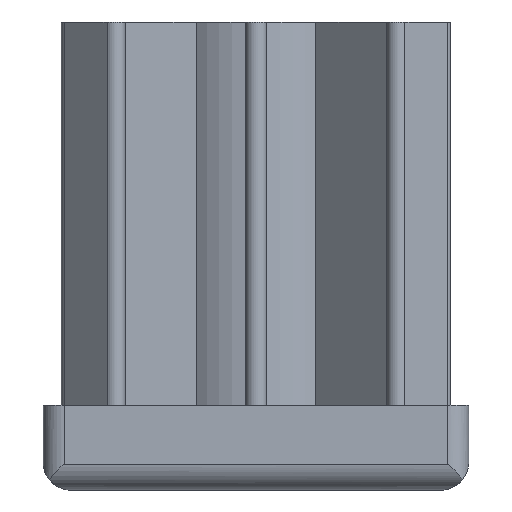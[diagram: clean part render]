
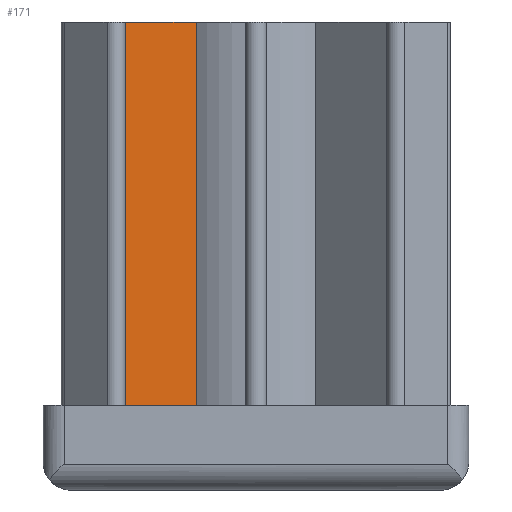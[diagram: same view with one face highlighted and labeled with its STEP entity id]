
A CAD part, front view. The second image highlights one B-rep face of the part: STEP entity #171.
In plain terms, the highlighted planar face has unit normal (0.707, -0.707, 0).
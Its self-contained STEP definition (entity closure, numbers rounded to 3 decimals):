
#171 = ADVANCED_FACE( '', ( #367 ), #368, .F. );
#367 = FACE_OUTER_BOUND( '', #582, .T. );
#368 = PLANE( '', #583 );
#582 = EDGE_LOOP( '', ( #1085, #1086, #1087, #1088 ) );
#583 = AXIS2_PLACEMENT_3D( '', #1089, #1090, #1091 );
#1085 = ORIENTED_EDGE( '', *, *, #1451, .T. );
#1086 = ORIENTED_EDGE( '', *, *, #1387, .T. );
#1087 = ORIENTED_EDGE( '', *, *, #1462, .F. );
#1088 = ORIENTED_EDGE( '', *, *, #1488, .F. );
#1089 = CARTESIAN_POINT( '', ( -10.409, -11.47, 33. ) );
#1090 = DIRECTION( '', ( -0.707, 0.707, 0. ) );
#1091 = DIRECTION( '', ( -0.707, -0.707, 0. ) );
#1387 = EDGE_CURVE( '', #1709, #1707, #1710, .T. );
#1451 = EDGE_CURVE( '', #1805, #1709, #1806, .T. );
#1462 = EDGE_CURVE( '', #1820, #1707, #1821, .T. );
#1488 = EDGE_CURVE( '', #1805, #1820, #1853, .T. );
#1707 = VERTEX_POINT( '', #2175 );
#1709 = VERTEX_POINT( '', #2177 );
#1710 = LINE( '', #2178, #2179 );
#1805 = VERTEX_POINT( '', #2378 );
#1806 = LINE( '', #2379, #2380 );
#1820 = VERTEX_POINT( '', #2396 );
#1821 = LINE( '', #2397, #2398 );
#1853 = LINE( '', #2442, #2443 );
#2175 = CARTESIAN_POINT( '', ( -4.213, -5.274, 6. ) );
#2177 = CARTESIAN_POINT( '', ( -10.409, -11.47, 6. ) );
#2178 = CARTESIAN_POINT( '', ( -10.409, -11.47, 6. ) );
#2179 = VECTOR( '', #2688, 1000. );
#2378 = CARTESIAN_POINT( '', ( -10.409, -11.47, 33. ) );
#2379 = CARTESIAN_POINT( '', ( -10.409, -11.47, 33. ) );
#2380 = VECTOR( '', #2742, 1000. );
#2396 = CARTESIAN_POINT( '', ( -4.213, -5.274, 33. ) );
#2397 = CARTESIAN_POINT( '', ( -4.213, -5.274, 33. ) );
#2398 = VECTOR( '', #2757, 1000. );
#2442 = CARTESIAN_POINT( '', ( -10.409, -11.47, 33. ) );
#2443 = VECTOR( '', #2779, 1000. );
#2688 = DIRECTION( '', ( 0.707, 0.707, 0. ) );
#2742 = DIRECTION( '', ( 0., 0., -1. ) );
#2757 = DIRECTION( '', ( 0., 0., -1. ) );
#2779 = DIRECTION( '', ( 0.707, 0.707, 0. ) );
